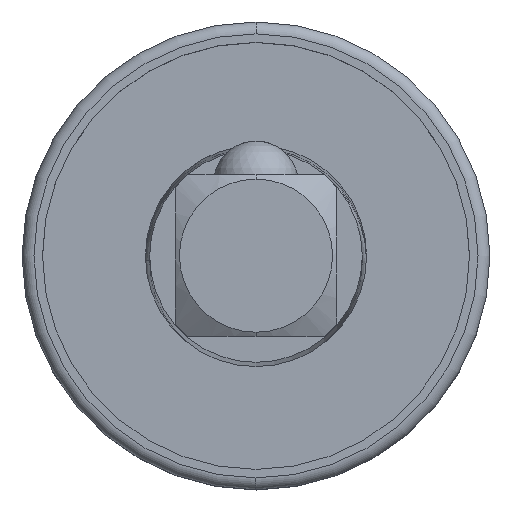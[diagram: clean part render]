
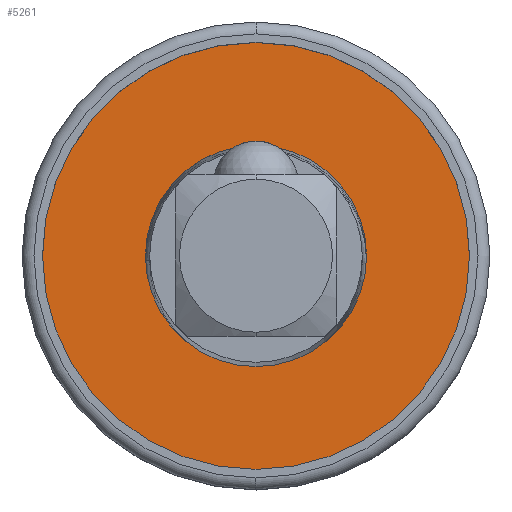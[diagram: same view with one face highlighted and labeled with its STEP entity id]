
A CAD part, top view. The second image highlights one B-rep face of the part: STEP entity #5261.
In plain terms, the highlighted planar face has unit normal (0, 0, 1).
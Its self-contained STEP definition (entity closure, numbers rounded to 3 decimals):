
#4692=CARTESIAN_POINT('',(0.,0.,88.5));
#4693=DIRECTION('',(0.,0.,1.));
#4694=DIRECTION('',(0.,1.,0.));
#4695=AXIS2_PLACEMENT_3D('',#4692,#4693,#4694);
#4700=CARTESIAN_POINT('',(0.,0.,88.5));
#4701=DIRECTION('',(0.,0.,-1.));
#4702=DIRECTION('',(0.,1.,0.));
#4703=AXIS2_PLACEMENT_3D('',#4700,#4701,#4702);
#4716=CARTESIAN_POINT('',(0.,0.,88.5));
#4717=DIRECTION('',(0.,0.,-1.));
#4718=DIRECTION('',(0.,1.,0.));
#4719=AXIS2_PLACEMENT_3D('',#4716,#4717,#4718);
#4755=CARTESIAN_POINT('',(0.,0.,88.5));
#4756=DIRECTION('',(0.,0.,1.));
#4757=DIRECTION('',(0.,1.,0.));
#4758=AXIS2_PLACEMENT_3D('',#4755,#4756,#4757);
#4997=CARTESIAN_POINT('',(0.,12.55,88.5));
#4999=VERTEX_POINT('',#4997);
#5001=CARTESIAN_POINT('',(0.,-12.55,88.5));
#5003=VERTEX_POINT('',#5001);
#5004=CARTESIAN_POINT('',(0.,6.5,88.5));
#5005=CARTESIAN_POINT('',(0.,-6.5,88.5));
#5006=VERTEX_POINT('',#5004);
#5007=VERTEX_POINT('',#5005);
#5246=CARTESIAN_POINT('',(0.,0.,88.5));
#5247=DIRECTION('',(0.,0.,-1.));
#5248=DIRECTION('',(0.,-1.,0.));
#5249=AXIS2_PLACEMENT_3D('',#5246,#5247,#5248);
#5250=PLANE('',#5249);
#5251=ORIENTED_EDGE('',*,*,#5239,.F.);
#5252=ORIENTED_EDGE('',*,*,#5228,.T.);
#5253=EDGE_LOOP('',(#5251,#5252));
#5254=FACE_OUTER_BOUND('',#5253,.F.);
#5256=ORIENTED_EDGE('',*,*,#5255,.F.);
#5258=ORIENTED_EDGE('',*,*,#5257,.T.);
#5259=EDGE_LOOP('',(#5256,#5258));
#5260=FACE_BOUND('',#5259,.F.);
#5261=ADVANCED_FACE('',(#5254,#5260),#5250,.F.);
#4696=CIRCLE('',#4695,12.55);
#4704=CIRCLE('',#4703,12.55);
#4720=CIRCLE('',#4719,6.5);
#4759=CIRCLE('',#4758,6.5);
#5228=EDGE_CURVE('',#4999,#5003,#4704,.T.);
#5239=EDGE_CURVE('',#4999,#5003,#4696,.T.);
#5255=EDGE_CURVE('',#5006,#5007,#4720,.T.);
#5257=EDGE_CURVE('',#5006,#5007,#4759,.T.);
